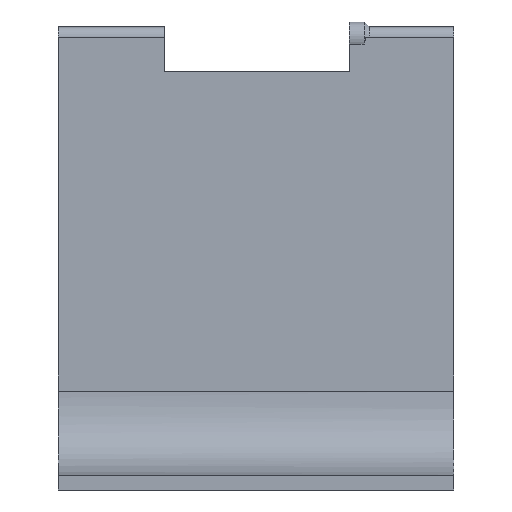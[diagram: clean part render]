
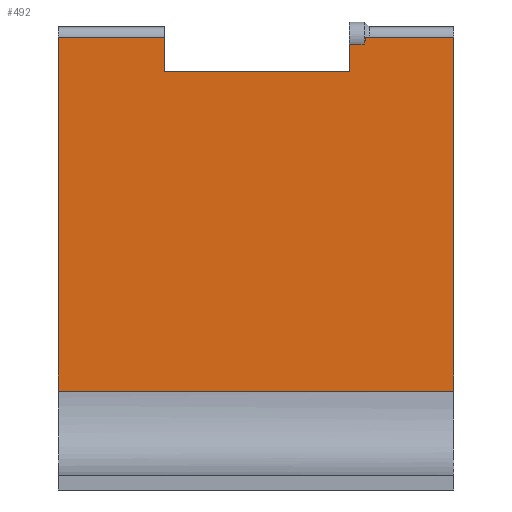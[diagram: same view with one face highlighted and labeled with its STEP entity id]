
A CAD part, front view. The second image highlights one B-rep face of the part: STEP entity #492.
In plain terms, the highlighted planar face has unit normal (0, -1, 0).
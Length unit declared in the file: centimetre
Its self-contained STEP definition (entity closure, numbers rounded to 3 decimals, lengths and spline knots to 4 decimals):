
#19=(
BOUNDED_CURVE()
B_SPLINE_CURVE(2,(#758,#759,#760),.UNSPECIFIED.,.F.,.F.)
B_SPLINE_CURVE_WITH_KNOTS((3,3),(0.8485,1.1949),
 .UNSPECIFIED.)
CURVE()
GEOMETRIC_REPRESENTATION_ITEM()
RATIONAL_B_SPLINE_CURVE((1.4,1.4,1.333))
REPRESENTATION_ITEM('')
);
#56=FACE_OUTER_BOUND('',#84,.T.);
#84=EDGE_LOOP('',(#385,#386,#387,#388,#389,#390,#391,#392,#393,#394));
#120=LINE('',#722,#174);
#124=LINE('',#731,#178);
#127=LINE('',#742,#181);
#130=LINE('',#749,#184);
#136=LINE('',#769,#190);
#137=LINE('',#771,#191);
#138=LINE('',#773,#192);
#139=LINE('',#775,#193);
#140=LINE('',#776,#194);
#174=VECTOR('',#591,1.);
#178=VECTOR('',#599,1.);
#181=VECTOR('',#608,1.);
#184=VECTOR('',#615,1.);
#190=VECTOR('',#631,1.);
#191=VECTOR('',#632,1.);
#192=VECTOR('',#633,1.);
#193=VECTOR('',#634,1.);
#194=VECTOR('',#635,1.);
#221=VERTEX_POINT('',#716);
#223=VERTEX_POINT('',#720);
#226=VERTEX_POINT('',#730);
#230=VERTEX_POINT('',#739);
#231=VERTEX_POINT('',#741);
#234=VERTEX_POINT('',#752);
#239=VERTEX_POINT('',#768);
#240=VERTEX_POINT('',#770);
#241=VERTEX_POINT('',#772);
#242=VERTEX_POINT('',#774);
#275=EDGE_CURVE('',#221,#223,#120,.T.);
#279=EDGE_CURVE('',#226,#221,#124,.T.);
#284=EDGE_CURVE('',#230,#231,#127,.T.);
#288=EDGE_CURVE('',#223,#231,#130,.T.);
#293=EDGE_CURVE('',#226,#234,#19,.F.);
#297=EDGE_CURVE('',#239,#230,#136,.T.);
#298=EDGE_CURVE('',#240,#239,#137,.T.);
#299=EDGE_CURVE('',#240,#241,#138,.T.);
#300=EDGE_CURVE('',#242,#241,#139,.T.);
#301=EDGE_CURVE('',#234,#242,#140,.T.);
#385=ORIENTED_EDGE('',*,*,#288,.T.);
#386=ORIENTED_EDGE('',*,*,#284,.F.);
#387=ORIENTED_EDGE('',*,*,#297,.F.);
#388=ORIENTED_EDGE('',*,*,#298,.F.);
#389=ORIENTED_EDGE('',*,*,#299,.T.);
#390=ORIENTED_EDGE('',*,*,#300,.F.);
#391=ORIENTED_EDGE('',*,*,#301,.F.);
#392=ORIENTED_EDGE('',*,*,#293,.F.);
#393=ORIENTED_EDGE('',*,*,#279,.T.);
#394=ORIENTED_EDGE('',*,*,#275,.T.);
#471=PLANE('',#538);
#492=ADVANCED_FACE('',(#56),#471,.T.);
#538=AXIS2_PLACEMENT_3D('',#767,#629,#630);
#591=DIRECTION('',(0.,0.,-1.));
#599=DIRECTION('',(-1.,0.,0.));
#608=DIRECTION('',(0.,0.,-1.));
#615=DIRECTION('',(-1.,0.,0.));
#629=DIRECTION('center_axis',(0.,-1.,0.));
#630=DIRECTION('ref_axis',(0.,0.,-1.));
#631=DIRECTION('',(1.,0.,0.));
#632=DIRECTION('',(0.,0.,1.));
#633=DIRECTION('',(1.,0.,0.));
#634=DIRECTION('',(0.,0.,-1.));
#635=DIRECTION('',(1.,0.,0.));
#716=CARTESIAN_POINT('',(12.3,5.5,-0.2291));
#720=CARTESIAN_POINT('',(12.3,5.5,-1.2));
#722=CARTESIAN_POINT('',(12.3,5.5,-0.1625));
#730=CARTESIAN_POINT('',(12.825,5.5,-0.2291));
#731=CARTESIAN_POINT('',(12.7,5.5,-0.2291));
#739=CARTESIAN_POINT('',(5.75,5.5,0.));
#741=CARTESIAN_POINT('',(5.75,5.5,-1.2));
#742=CARTESIAN_POINT('',(5.75,5.5,-0.3));
#749=CARTESIAN_POINT('',(6.975,5.5,-1.2));
#752=CARTESIAN_POINT('',(12.875,5.5,0.));
#758=CARTESIAN_POINT('Ctrl Pts',(12.875,5.5,0.));
#759=CARTESIAN_POINT('Ctrl Pts',(12.875,5.5,-0.1091));
#760=CARTESIAN_POINT('Ctrl Pts',(12.825,5.5,-0.2291));
#767=CARTESIAN_POINT('Origin',(2.,5.5,0.));
#768=CARTESIAN_POINT('',(2.,5.5,0.));
#769=CARTESIAN_POINT('',(2.,5.5,0.));
#770=CARTESIAN_POINT('',(2.,5.5,-12.5));
#771=CARTESIAN_POINT('',(2.,5.5,-12.5));
#772=CARTESIAN_POINT('',(16.,5.5,-12.5));
#773=CARTESIAN_POINT('',(2.,5.5,-12.5));
#774=CARTESIAN_POINT('',(16.,5.5,0.));
#775=CARTESIAN_POINT('',(16.,5.5,-12.5));
#776=CARTESIAN_POINT('',(2.,5.5,0.));
